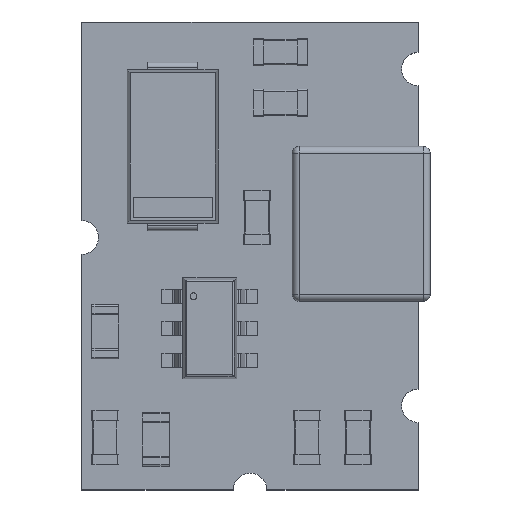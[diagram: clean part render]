
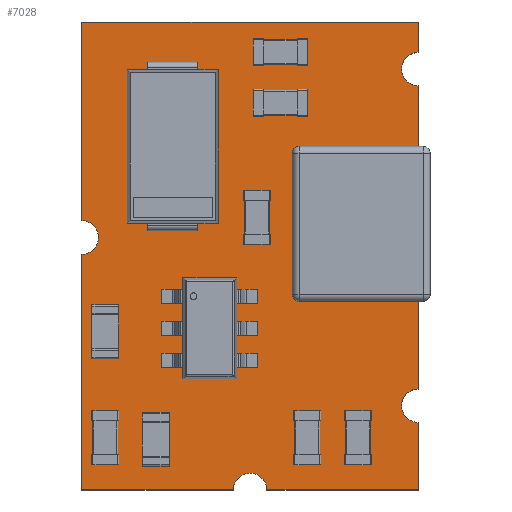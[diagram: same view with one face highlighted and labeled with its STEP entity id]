
A CAD part, top view. The second image highlights one B-rep face of the part: STEP entity #7028.
In plain terms, the highlighted planar face has unit normal (0, 0, 1).
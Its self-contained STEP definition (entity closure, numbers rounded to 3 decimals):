
#6879 = VERTEX_POINT('',#6880);
#6880 = CARTESIAN_POINT('',(10.,0.,1.6));
#6886 = EDGE_CURVE('',#6879,#6887,#6889,.T.);
#6887 = VERTEX_POINT('',#6888);
#6888 = CARTESIAN_POINT('',(5.5,0.,1.6));
#6889 = LINE('',#6890,#6891);
#6890 = CARTESIAN_POINT('',(10.,0.,1.6));
#6891 = VECTOR('',#6892,1.);
#6892 = DIRECTION('',(-1.,0.,0.));
#7008 = EDGE_CURVE('',#7009,#6887,#7011,.T.);
#7009 = VERTEX_POINT('',#7010);
#7010 = CARTESIAN_POINT('',(4.5,0.,1.6));
#7011 = CIRCLE('',#7012,0.5);
#7012 = AXIS2_PLACEMENT_3D('',#7013,#7014,#7015);
#7013 = CARTESIAN_POINT('',(5.,0.,1.6));
#7014 = DIRECTION('',(-0.,0.,-1.));
#7015 = DIRECTION('',(-0.,-1.,0.));
#7028 = ADVANCED_FACE('',(#7029),#7114,.T.);
#7029 = FACE_BOUND('',#7030,.T.);
#7030 = EDGE_LOOP('',(#7031,#7032,#7040,#7049,#7057,#7066,#7074,#7082,
    #7090,#7099,#7107,#7113));
#7031 = ORIENTED_EDGE('',*,*,#6886,.F.);
#7032 = ORIENTED_EDGE('',*,*,#7033,.F.);
#7033 = EDGE_CURVE('',#7034,#6879,#7036,.T.);
#7034 = VERTEX_POINT('',#7035);
#7035 = CARTESIAN_POINT('',(10.,2.,1.6));
#7036 = LINE('',#7037,#7038);
#7037 = CARTESIAN_POINT('',(10.,13.9,1.6));
#7038 = VECTOR('',#7039,1.);
#7039 = DIRECTION('',(0.,-1.,0.));
#7040 = ORIENTED_EDGE('',*,*,#7041,.T.);
#7041 = EDGE_CURVE('',#7034,#7042,#7044,.T.);
#7042 = VERTEX_POINT('',#7043);
#7043 = CARTESIAN_POINT('',(10.,3.,1.6));
#7044 = CIRCLE('',#7045,0.5);
#7045 = AXIS2_PLACEMENT_3D('',#7046,#7047,#7048);
#7046 = CARTESIAN_POINT('',(10.,2.5,1.6));
#7047 = DIRECTION('',(-0.,0.,-1.));
#7048 = DIRECTION('',(-0.,-1.,0.));
#7049 = ORIENTED_EDGE('',*,*,#7050,.F.);
#7050 = EDGE_CURVE('',#7051,#7042,#7053,.T.);
#7051 = VERTEX_POINT('',#7052);
#7052 = CARTESIAN_POINT('',(10.,12.,1.6));
#7053 = LINE('',#7054,#7055);
#7054 = CARTESIAN_POINT('',(10.,13.9,1.6));
#7055 = VECTOR('',#7056,1.);
#7056 = DIRECTION('',(0.,-1.,0.));
#7057 = ORIENTED_EDGE('',*,*,#7058,.T.);
#7058 = EDGE_CURVE('',#7051,#7059,#7061,.T.);
#7059 = VERTEX_POINT('',#7060);
#7060 = CARTESIAN_POINT('',(10.,13.,1.6));
#7061 = CIRCLE('',#7062,0.5);
#7062 = AXIS2_PLACEMENT_3D('',#7063,#7064,#7065);
#7063 = CARTESIAN_POINT('',(10.,12.5,1.6));
#7064 = DIRECTION('',(-0.,0.,-1.));
#7065 = DIRECTION('',(-0.,-1.,0.));
#7066 = ORIENTED_EDGE('',*,*,#7067,.F.);
#7067 = EDGE_CURVE('',#7068,#7059,#7070,.T.);
#7068 = VERTEX_POINT('',#7069);
#7069 = CARTESIAN_POINT('',(10.,13.9,1.6));
#7070 = LINE('',#7071,#7072);
#7071 = CARTESIAN_POINT('',(10.,13.9,1.6));
#7072 = VECTOR('',#7073,1.);
#7073 = DIRECTION('',(0.,-1.,0.));
#7074 = ORIENTED_EDGE('',*,*,#7075,.F.);
#7075 = EDGE_CURVE('',#7076,#7068,#7078,.T.);
#7076 = VERTEX_POINT('',#7077);
#7077 = CARTESIAN_POINT('',(0.,13.9,1.6));
#7078 = LINE('',#7079,#7080);
#7079 = CARTESIAN_POINT('',(0.,13.9,1.6));
#7080 = VECTOR('',#7081,1.);
#7081 = DIRECTION('',(1.,0.,0.));
#7082 = ORIENTED_EDGE('',*,*,#7083,.F.);
#7083 = EDGE_CURVE('',#7084,#7076,#7086,.T.);
#7084 = VERTEX_POINT('',#7085);
#7085 = CARTESIAN_POINT('',(0.,8.,1.6));
#7086 = LINE('',#7087,#7088);
#7087 = CARTESIAN_POINT('',(0.,0.,1.6));
#7088 = VECTOR('',#7089,1.);
#7089 = DIRECTION('',(0.,1.,0.));
#7090 = ORIENTED_EDGE('',*,*,#7091,.T.);
#7091 = EDGE_CURVE('',#7084,#7092,#7094,.T.);
#7092 = VERTEX_POINT('',#7093);
#7093 = CARTESIAN_POINT('',(0.,7.,1.6));
#7094 = CIRCLE('',#7095,0.5);
#7095 = AXIS2_PLACEMENT_3D('',#7096,#7097,#7098);
#7096 = CARTESIAN_POINT('',(0.,7.5,1.6));
#7097 = DIRECTION('',(-0.,0.,-1.));
#7098 = DIRECTION('',(0.,-1.,-0.));
#7099 = ORIENTED_EDGE('',*,*,#7100,.F.);
#7100 = EDGE_CURVE('',#7101,#7092,#7103,.T.);
#7101 = VERTEX_POINT('',#7102);
#7102 = CARTESIAN_POINT('',(0.,0.,1.6));
#7103 = LINE('',#7104,#7105);
#7104 = CARTESIAN_POINT('',(0.,0.,1.6));
#7105 = VECTOR('',#7106,1.);
#7106 = DIRECTION('',(0.,1.,0.));
#7107 = ORIENTED_EDGE('',*,*,#7108,.F.);
#7108 = EDGE_CURVE('',#7009,#7101,#7109,.T.);
#7109 = LINE('',#7110,#7111);
#7110 = CARTESIAN_POINT('',(10.,0.,1.6));
#7111 = VECTOR('',#7112,1.);
#7112 = DIRECTION('',(-1.,0.,0.));
#7113 = ORIENTED_EDGE('',*,*,#7008,.T.);
#7114 = PLANE('',#7115);
#7115 = AXIS2_PLACEMENT_3D('',#7116,#7117,#7118);
#7116 = CARTESIAN_POINT('',(0.,0.,1.6));
#7117 = DIRECTION('',(0.,0.,1.));
#7118 = DIRECTION('',(1.,0.,-0.));
